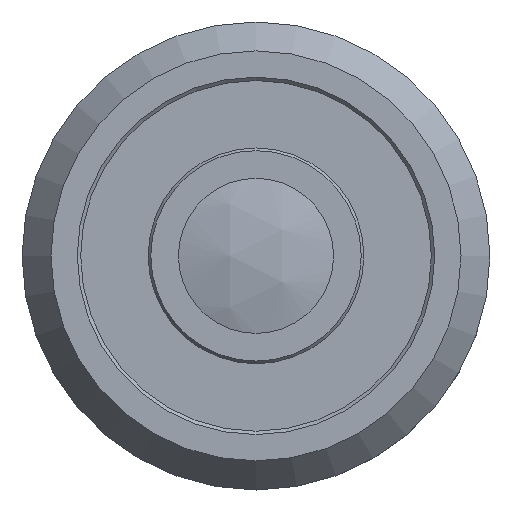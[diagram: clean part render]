
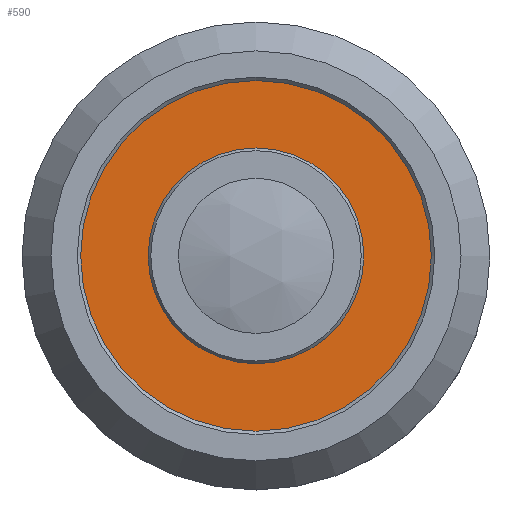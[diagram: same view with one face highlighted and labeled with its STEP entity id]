
A CAD part, top view. The second image highlights one B-rep face of the part: STEP entity #590.
In plain terms, the highlighted planar face has unit normal (0, 0, 1).
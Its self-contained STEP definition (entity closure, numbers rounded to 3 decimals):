
#32 = CARTESIAN_POINT ( 'NONE',  ( 0., 0., 5.25 ) ) ;
#38 = DIRECTION ( 'NONE',  ( 0., 0., -1. ) ) ;
#39 = DIRECTION ( 'NONE',  ( -1., 0., 0. ) ) ;
#56 = CARTESIAN_POINT ( 'NONE',  ( 0., 0., 5.25 ) ) ;
#64 = DIRECTION ( 'NONE',  ( 0., 0., -1. ) ) ;
#65 = DIRECTION ( 'NONE',  ( -1., 0., 0. ) ) ;
#142 = CARTESIAN_POINT ( 'NONE',  ( 13., 0., 5.25 ) ) ;
#143 = PLANE ( 'NONE',  #320 ) ;
#144 = DIRECTION ( 'NONE',  ( 0., 0., -1. ) ) ;
#145 = DIRECTION ( 'NONE',  ( -1., 0., 0. ) ) ;
#203 = VERTEX_POINT ( 'NONE', #211 ) ;
#211 = CARTESIAN_POINT ( 'NONE',  ( -8., 0., 5.25 ) ) ;
#222 = VERTEX_POINT ( 'NONE', #223 ) ;
#223 = CARTESIAN_POINT ( 'NONE',  ( -13., 0., 5.25 ) ) ;
#259 = AXIS2_PLACEMENT_3D ( 'NONE', #32, #38, #39 ) ;
#268 = EDGE_CURVE ( 'NONE', #203, #203, #475, .T. ) ;
#278 = EDGE_CURVE ( 'NONE', #222, #222, #489, .T. ) ;
#302 = AXIS2_PLACEMENT_3D ( 'NONE', #56, #64, #65 ) ;
#320 = AXIS2_PLACEMENT_3D ( 'NONE', #142, #144, #145 ) ;
#374 = EDGE_LOOP ( 'NONE', ( #414 ) ) ;
#381 = EDGE_LOOP ( 'NONE', ( #413 ) ) ;
#413 = ORIENTED_EDGE ( 'NONE', *, *, #268, .T. ) ;
#414 = ORIENTED_EDGE ( 'NONE', *, *, #278, .F. ) ;
#475 = CIRCLE ( 'NONE', #259, 8. ) ;
#489 = CIRCLE ( 'NONE', #302, 13. ) ;
#533 = FACE_BOUND ( 'NONE', #381, .T. ) ;
#536 = FACE_OUTER_BOUND ( 'NONE', #374, .T. ) ;
#590 = ADVANCED_FACE ( 'NONE', ( #533, #536 ), #143, .F. ) ;
